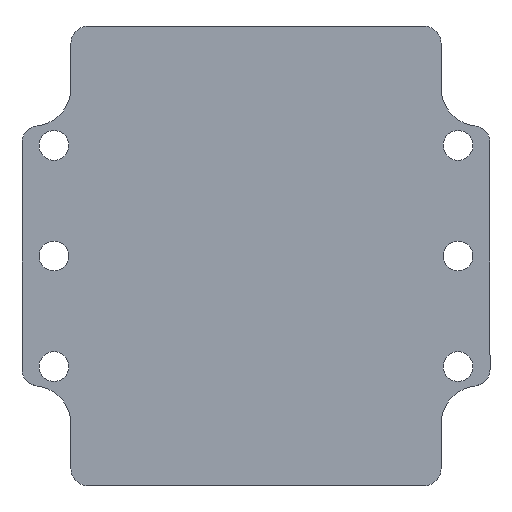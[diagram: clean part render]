
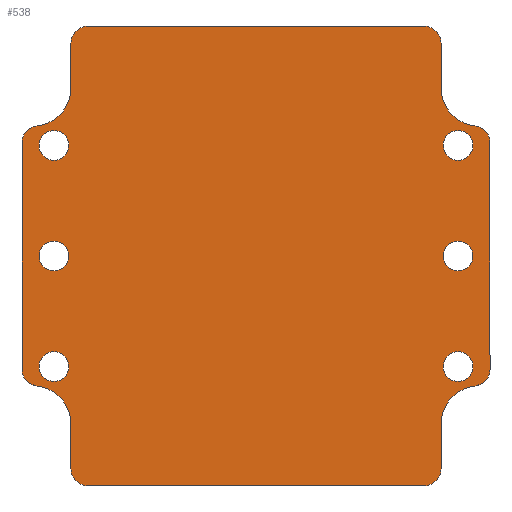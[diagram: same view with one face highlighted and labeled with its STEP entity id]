
A CAD part, top view. The second image highlights one B-rep face of the part: STEP entity #538.
In plain terms, the highlighted planar face has unit normal (0, 0, 1).
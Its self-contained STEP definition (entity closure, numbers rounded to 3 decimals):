
#27=FACE_BOUND('',#111,.T.);
#28=FACE_BOUND('',#112,.T.);
#29=FACE_BOUND('',#113,.T.);
#30=FACE_BOUND('',#114,.T.);
#31=FACE_BOUND('',#115,.T.);
#32=FACE_BOUND('',#116,.T.);
#42=PLANE('',#610);
#70=FACE_OUTER_BOUND('',#110,.T.);
#110=EDGE_LOOP('',(#467,#468,#469,#470,#471,#472,#473,#474,#475,#476,#477,
#478,#479,#480,#481,#482,#483,#484,#485,#486));
#111=EDGE_LOOP('',(#487));
#112=EDGE_LOOP('',(#488));
#113=EDGE_LOOP('',(#489));
#114=EDGE_LOOP('',(#490));
#115=EDGE_LOOP('',(#491));
#116=EDGE_LOOP('',(#492));
#121=LINE('',#792,#157);
#131=LINE('',#849,#167);
#136=LINE('',#863,#172);
#141=LINE('',#876,#177);
#145=LINE('',#886,#181);
#148=LINE('',#915,#184);
#151=LINE('',#924,#187);
#152=LINE('',#926,#188);
#157=VECTOR('',#625,10.);
#167=VECTOR('',#677,10.);
#172=VECTOR('',#692,10.);
#177=VECTOR('',#707,10.);
#181=VECTOR('',#717,10.);
#184=VECTOR('',#754,10.);
#187=VECTOR('',#767,10.);
#188=VECTOR('',#770,10.);
#190=CIRCLE('',#549,4.);
#208=CIRCLE('',#570,4.);
#209=CIRCLE('',#573,4.);
#210=CIRCLE('',#575,4.);
#211=CIRCLE('',#578,4.);
#212=CIRCLE('',#580,4.);
#213=CIRCLE('',#583,4.);
#214=CIRCLE('',#586,4.);
#215=CIRCLE('',#588,9.);
#216=CIRCLE('',#590,3.5);
#217=CIRCLE('',#592,3.5);
#218=CIRCLE('',#594,3.5);
#219=CIRCLE('',#596,3.5);
#220=CIRCLE('',#598,3.5);
#221=CIRCLE('',#600,3.5);
#222=CIRCLE('',#603,9.);
#223=CIRCLE('',#605,9.);
#224=CIRCLE('',#609,9.);
#227=VERTEX_POINT('',#782);
#228=VERTEX_POINT('',#784);
#230=VERTEX_POINT('',#790);
#254=VERTEX_POINT('',#842);
#255=VERTEX_POINT('',#844);
#256=VERTEX_POINT('',#848);
#257=VERTEX_POINT('',#852);
#258=VERTEX_POINT('',#856);
#259=VERTEX_POINT('',#858);
#260=VERTEX_POINT('',#862);
#261=VERTEX_POINT('',#866);
#262=VERTEX_POINT('',#870);
#263=VERTEX_POINT('',#874);
#264=VERTEX_POINT('',#878);
#265=VERTEX_POINT('',#879);
#266=VERTEX_POINT('',#884);
#267=VERTEX_POINT('',#888);
#268=VERTEX_POINT('',#892);
#269=VERTEX_POINT('',#896);
#270=VERTEX_POINT('',#899);
#271=VERTEX_POINT('',#902);
#272=VERTEX_POINT('',#905);
#273=VERTEX_POINT('',#908);
#274=VERTEX_POINT('',#911);
#275=VERTEX_POINT('',#914);
#276=VERTEX_POINT('',#920);
#279=EDGE_CURVE('',#227,#228,#190,.T.);
#283=EDGE_CURVE('',#230,#227,#121,.T.);
#309=EDGE_CURVE('',#254,#255,#208,.T.);
#311=EDGE_CURVE('',#255,#256,#131,.T.);
#313=EDGE_CURVE('',#256,#257,#209,.T.);
#316=EDGE_CURVE('',#258,#259,#210,.T.);
#318=EDGE_CURVE('',#259,#260,#136,.T.);
#320=EDGE_CURVE('',#260,#261,#211,.T.);
#322=EDGE_CURVE('',#262,#230,#212,.T.);
#325=EDGE_CURVE('',#263,#262,#141,.T.);
#326=EDGE_CURVE('',#264,#265,#213,.T.);
#330=EDGE_CURVE('',#266,#264,#145,.T.);
#332=EDGE_CURVE('',#267,#266,#214,.T.);
#334=EDGE_CURVE('',#268,#267,#215,.T.);
#335=EDGE_CURVE('',#269,#269,#216,.T.);
#336=EDGE_CURVE('',#270,#270,#217,.T.);
#337=EDGE_CURVE('',#271,#271,#218,.T.);
#338=EDGE_CURVE('',#272,#272,#219,.T.);
#339=EDGE_CURVE('',#273,#273,#220,.T.);
#340=EDGE_CURVE('',#274,#274,#221,.T.);
#341=EDGE_CURVE('',#228,#275,#148,.T.);
#343=EDGE_CURVE('',#275,#254,#222,.T.);
#344=EDGE_CURVE('',#257,#276,#223,.T.);
#346=EDGE_CURVE('',#276,#258,#151,.T.);
#347=EDGE_CURVE('',#261,#268,#152,.T.);
#348=EDGE_CURVE('',#265,#263,#224,.T.);
#467=ORIENTED_EDGE('',*,*,#279,.F.);
#468=ORIENTED_EDGE('',*,*,#283,.F.);
#469=ORIENTED_EDGE('',*,*,#322,.F.);
#470=ORIENTED_EDGE('',*,*,#325,.F.);
#471=ORIENTED_EDGE('',*,*,#348,.F.);
#472=ORIENTED_EDGE('',*,*,#326,.F.);
#473=ORIENTED_EDGE('',*,*,#330,.F.);
#474=ORIENTED_EDGE('',*,*,#332,.F.);
#475=ORIENTED_EDGE('',*,*,#334,.F.);
#476=ORIENTED_EDGE('',*,*,#347,.F.);
#477=ORIENTED_EDGE('',*,*,#320,.F.);
#478=ORIENTED_EDGE('',*,*,#318,.F.);
#479=ORIENTED_EDGE('',*,*,#316,.F.);
#480=ORIENTED_EDGE('',*,*,#346,.F.);
#481=ORIENTED_EDGE('',*,*,#344,.F.);
#482=ORIENTED_EDGE('',*,*,#313,.F.);
#483=ORIENTED_EDGE('',*,*,#311,.F.);
#484=ORIENTED_EDGE('',*,*,#309,.F.);
#485=ORIENTED_EDGE('',*,*,#343,.F.);
#486=ORIENTED_EDGE('',*,*,#341,.F.);
#487=ORIENTED_EDGE('',*,*,#335,.T.);
#488=ORIENTED_EDGE('',*,*,#336,.T.);
#489=ORIENTED_EDGE('',*,*,#337,.T.);
#490=ORIENTED_EDGE('',*,*,#338,.T.);
#491=ORIENTED_EDGE('',*,*,#339,.T.);
#492=ORIENTED_EDGE('',*,*,#340,.T.);
#538=ADVANCED_FACE('',(#70,#27,#28,#29,#30,#31,#32),#42,.T.);
#549=AXIS2_PLACEMENT_3D('',#785,#618,#619);
#570=AXIS2_PLACEMENT_3D('',#845,#672,#673);
#573=AXIS2_PLACEMENT_3D('',#853,#681,#682);
#575=AXIS2_PLACEMENT_3D('',#859,#687,#688);
#578=AXIS2_PLACEMENT_3D('',#867,#696,#697);
#580=AXIS2_PLACEMENT_3D('',#871,#701,#702);
#583=AXIS2_PLACEMENT_3D('',#880,#710,#711);
#586=AXIS2_PLACEMENT_3D('',#890,#721,#722);
#588=AXIS2_PLACEMENT_3D('',#894,#726,#727);
#590=AXIS2_PLACEMENT_3D('',#897,#730,#731);
#592=AXIS2_PLACEMENT_3D('',#900,#734,#735);
#594=AXIS2_PLACEMENT_3D('',#903,#738,#739);
#596=AXIS2_PLACEMENT_3D('',#906,#742,#743);
#598=AXIS2_PLACEMENT_3D('',#909,#746,#747);
#600=AXIS2_PLACEMENT_3D('',#912,#750,#751);
#603=AXIS2_PLACEMENT_3D('',#918,#758,#759);
#605=AXIS2_PLACEMENT_3D('',#921,#762,#763);
#609=AXIS2_PLACEMENT_3D('',#928,#773,#774);
#610=AXIS2_PLACEMENT_3D('',#929,#775,#776);
#618=DIRECTION('center_axis',(0.,0.,-1.));
#619=DIRECTION('ref_axis',(0.707,0.707,0.));
#625=DIRECTION('',(1.,0.,0.));
#672=DIRECTION('center_axis',(0.,0.,-1.));
#673=DIRECTION('ref_axis',(-1.,0.,0.));
#677=DIRECTION('',(0.,-1.,0.));
#681=DIRECTION('center_axis',(0.,0.,-1.));
#682=DIRECTION('ref_axis',(-1.,0.,0.));
#687=DIRECTION('center_axis',(0.,0.,-1.));
#688=DIRECTION('ref_axis',(0.707,-0.707,0.));
#692=DIRECTION('',(-1.,0.,0.));
#696=DIRECTION('center_axis',(0.,0.,-1.));
#697=DIRECTION('ref_axis',(-0.707,-0.707,0.));
#701=DIRECTION('center_axis',(0.,0.,-1.));
#702=DIRECTION('ref_axis',(-0.707,0.707,0.));
#707=DIRECTION('',(0.,1.,0.));
#710=DIRECTION('center_axis',(0.,0.,-1.));
#711=DIRECTION('ref_axis',(1.,0.,0.));
#717=DIRECTION('',(0.,1.,0.));
#721=DIRECTION('center_axis',(0.,0.,-1.));
#722=DIRECTION('ref_axis',(1.,0.,0.));
#726=DIRECTION('center_axis',(0.,0.,1.));
#727=DIRECTION('ref_axis',(1.,0.,0.));
#730=DIRECTION('center_axis',(0.,0.,-1.));
#731=DIRECTION('ref_axis',(-1.,0.,0.));
#734=DIRECTION('center_axis',(0.,0.,-1.));
#735=DIRECTION('ref_axis',(-1.,0.,0.));
#738=DIRECTION('center_axis',(0.,0.,-1.));
#739=DIRECTION('ref_axis',(-1.,0.,0.));
#742=DIRECTION('center_axis',(0.,0.,-1.));
#743=DIRECTION('ref_axis',(-1.,0.,0.));
#746=DIRECTION('center_axis',(0.,0.,-1.));
#747=DIRECTION('ref_axis',(-1.,0.,0.));
#750=DIRECTION('center_axis',(0.,0.,-1.));
#751=DIRECTION('ref_axis',(-1.,0.,0.));
#754=DIRECTION('',(0.,-1.,0.));
#758=DIRECTION('center_axis',(0.,0.,1.));
#759=DIRECTION('ref_axis',(-1.,0.,0.));
#762=DIRECTION('center_axis',(0.,0.,1.));
#763=DIRECTION('ref_axis',(0.,1.,0.));
#767=DIRECTION('',(0.,-1.,0.));
#770=DIRECTION('',(0.,1.,0.));
#773=DIRECTION('center_axis',(0.,0.,1.));
#774=DIRECTION('ref_axis',(0.,-1.,0.));
#775=DIRECTION('center_axis',(0.,0.,1.));
#776=DIRECTION('ref_axis',(1.,0.,0.));
#782=CARTESIAN_POINT('',(39.5,54.,0.75));
#784=CARTESIAN_POINT('',(43.5,50.,0.75));
#785=CARTESIAN_POINT('Origin',(39.5,50.,0.75));
#790=CARTESIAN_POINT('',(-39.5,54.,0.75));
#792=CARTESIAN_POINT('',(-43.5,54.,0.75));
#842=CARTESIAN_POINT('',(51.462,30.56,0.75));
#844=CARTESIAN_POINT('',(55.,26.587,0.75));
#845=CARTESIAN_POINT('Origin',(51.,26.587,0.75));
#848=CARTESIAN_POINT('',(55.,-26.587,0.75));
#849=CARTESIAN_POINT('',(55.,30.5,0.75));
#852=CARTESIAN_POINT('',(51.462,-30.56,0.75));
#853=CARTESIAN_POINT('Origin',(51.,-26.587,0.75));
#856=CARTESIAN_POINT('',(43.5,-50.,0.75));
#858=CARTESIAN_POINT('',(39.5,-54.,0.75));
#859=CARTESIAN_POINT('Origin',(39.5,-50.,0.75));
#862=CARTESIAN_POINT('',(-39.5,-54.,0.75));
#863=CARTESIAN_POINT('',(43.5,-54.,0.75));
#866=CARTESIAN_POINT('',(-43.5,-50.,0.75));
#867=CARTESIAN_POINT('Origin',(-39.5,-50.,0.75));
#870=CARTESIAN_POINT('',(-43.5,50.,0.75));
#871=CARTESIAN_POINT('Origin',(-39.5,50.,0.75));
#874=CARTESIAN_POINT('',(-43.5,39.5,0.75));
#876=CARTESIAN_POINT('',(-43.5,39.5,0.75));
#878=CARTESIAN_POINT('',(-55.,26.587,0.75));
#879=CARTESIAN_POINT('',(-51.462,30.56,0.75));
#880=CARTESIAN_POINT('Origin',(-51.,26.587,0.75));
#884=CARTESIAN_POINT('',(-55.,-26.587,0.75));
#886=CARTESIAN_POINT('',(-55.,-30.5,0.75));
#888=CARTESIAN_POINT('',(-51.462,-30.56,0.75));
#890=CARTESIAN_POINT('Origin',(-51.,-26.587,0.75));
#892=CARTESIAN_POINT('',(-43.5,-39.5,0.75));
#894=CARTESIAN_POINT('Origin',(-52.5,-39.5,0.75));
#896=CARTESIAN_POINT('',(51.,-26.,0.75));
#897=CARTESIAN_POINT('Origin',(47.5,-26.,0.75));
#899=CARTESIAN_POINT('',(51.,0.,0.75));
#900=CARTESIAN_POINT('Origin',(47.5,0.,0.75));
#902=CARTESIAN_POINT('',(51.,26.,0.75));
#903=CARTESIAN_POINT('Origin',(47.5,26.,0.75));
#905=CARTESIAN_POINT('',(-44.,-26.,0.75));
#906=CARTESIAN_POINT('Origin',(-47.5,-26.,0.75));
#908=CARTESIAN_POINT('',(-44.,0.,0.75));
#909=CARTESIAN_POINT('Origin',(-47.5,0.,0.75));
#911=CARTESIAN_POINT('',(-44.,26.,0.75));
#912=CARTESIAN_POINT('Origin',(-47.5,26.,0.75));
#914=CARTESIAN_POINT('',(43.5,39.5,0.75));
#915=CARTESIAN_POINT('',(43.5,54.,0.75));
#918=CARTESIAN_POINT('Origin',(52.5,39.5,0.75));
#920=CARTESIAN_POINT('',(43.5,-39.5,0.75));
#921=CARTESIAN_POINT('Origin',(52.5,-39.5,0.75));
#924=CARTESIAN_POINT('',(43.5,-39.5,0.75));
#926=CARTESIAN_POINT('',(-43.5,-54.,0.75));
#928=CARTESIAN_POINT('Origin',(-52.5,39.5,0.75));
#929=CARTESIAN_POINT('Origin',(0.,0.,
0.75));
